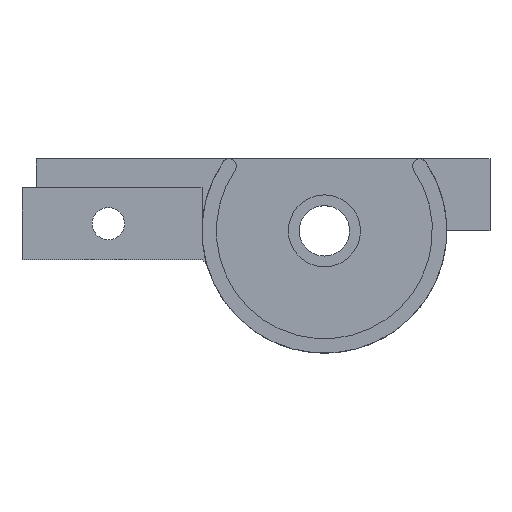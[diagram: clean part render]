
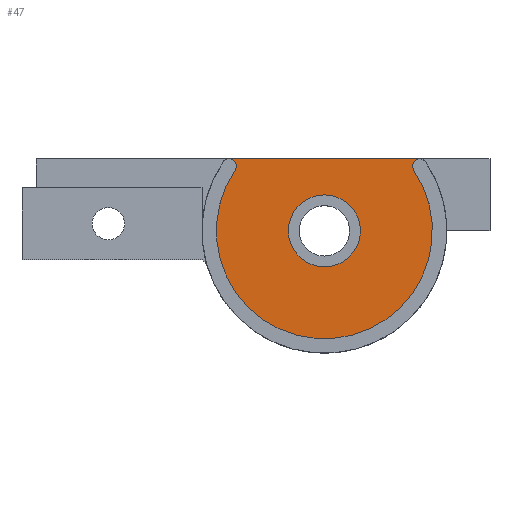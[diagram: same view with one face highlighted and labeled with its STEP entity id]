
A CAD part, top view. The second image highlights one B-rep face of the part: STEP entity #47.
In plain terms, the highlighted planar face has unit normal (0, 0, 1).
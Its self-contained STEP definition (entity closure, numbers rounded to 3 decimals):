
#33 = CARTESIAN_POINT ( 'NONE',  ( 42., 4., 3.518 ) ) ;
#47 = ADVANCED_FACE ( 'NONE', ( #608, #822 ), #621, .F. ) ;
#78 = DIRECTION ( 'NONE',  ( 0., 0., -1. ) ) ;
#82 = AXIS2_PLACEMENT_3D ( 'NONE', #213, #852, #300 ) ;
#118 = AXIS2_PLACEMENT_3D ( 'NONE', #414, #961, #326 ) ;
#127 = DIRECTION ( 'NONE',  ( -1., 0., 0. ) ) ;
#160 = AXIS2_PLACEMENT_3D ( 'NONE', #373, #1008, #474 ) ;
#213 = CARTESIAN_POINT ( 'NONE',  ( 42., 4., 3.518 ) ) ;
#225 = VERTEX_POINT ( 'NONE', #1005 ) ;
#228 = EDGE_CURVE ( 'NONE', #393, #366, #406, .T. ) ;
#236 = DIRECTION ( 'NONE',  ( -1., 0., 0. ) ) ;
#264 = CIRCLE ( 'NONE', #269, 15. ) ;
#269 = AXIS2_PLACEMENT_3D ( 'NONE', #33, #679, #127 ) ;
#300 = DIRECTION ( 'NONE',  ( 1., 0., 0. ) ) ;
#317 = ORIENTED_EDGE ( 'NONE', *, *, #340, .F. ) ;
#326 = DIRECTION ( 'NONE',  ( 0., 1., 0. ) ) ;
#340 = EDGE_CURVE ( 'NONE', #379, #379, #988, .T. ) ;
#366 = VERTEX_POINT ( 'NONE', #397 ) ;
#373 = CARTESIAN_POINT ( 'NONE',  ( 28.771, 13., 3.518 ) ) ;
#379 = VERTEX_POINT ( 'NONE', #707 ) ;
#388 = VECTOR ( 'NONE', #236, 1000. ) ;
#393 = VERTEX_POINT ( 'NONE', #943 ) ;
#394 = EDGE_CURVE ( 'NONE', #225, #366, #264, .T. ) ;
#397 = CARTESIAN_POINT ( 'NONE',  ( 29.598, 12.438, 3.518 ) ) ;
#406 = CIRCLE ( 'NONE', #160, 1. ) ;
#414 = CARTESIAN_POINT ( 'NONE',  ( 55.229, 13., 3.518 ) ) ;
#474 = DIRECTION ( 'NONE',  ( 0., 1., 0. ) ) ;
#516 = EDGE_CURVE ( 'NONE', #526, #393, #662, .T. ) ;
#526 = VERTEX_POINT ( 'NONE', #1054 ) ;
#531 = DIRECTION ( 'NONE',  ( 0., 1., 0. ) ) ;
#553 = EDGE_LOOP ( 'NONE', ( #317 ) ) ;
#608 = FACE_OUTER_BOUND ( 'NONE', #962, .T. ) ;
#621 = PLANE ( 'NONE',  #737 ) ;
#639 = EDGE_CURVE ( 'NONE', #225, #526, #999, .T. ) ;
#644 = ORIENTED_EDGE ( 'NONE', *, *, #394, .F. ) ;
#662 = LINE ( 'NONE', #1146, #388 ) ;
#679 = DIRECTION ( 'NONE',  ( 0., 0., -1. ) ) ;
#707 = CARTESIAN_POINT ( 'NONE',  ( 47., 4., 3.518 ) ) ;
#719 = CARTESIAN_POINT ( 'NONE',  ( 65., 14., 3.518 ) ) ;
#737 = AXIS2_PLACEMENT_3D ( 'NONE', #719, #78, #531 ) ;
#822 = FACE_BOUND ( 'NONE', #553, .T. ) ;
#846 = ORIENTED_EDGE ( 'NONE', *, *, #639, .T. ) ;
#852 = DIRECTION ( 'NONE',  ( 0., 0., 1. ) ) ;
#931 = ORIENTED_EDGE ( 'NONE', *, *, #228, .T. ) ;
#933 = ORIENTED_EDGE ( 'NONE', *, *, #516, .T. ) ;
#943 = CARTESIAN_POINT ( 'NONE',  ( 28.771, 14., 3.518 ) ) ;
#961 = DIRECTION ( 'NONE',  ( 0., 0., -1. ) ) ;
#962 = EDGE_LOOP ( 'NONE', ( #644, #846, #933, #931 ) ) ;
#988 = CIRCLE ( 'NONE', #82, 5. ) ;
#999 = CIRCLE ( 'NONE', #118, 1. ) ;
#1005 = CARTESIAN_POINT ( 'NONE',  ( 54.402, 12.438, 3.518 ) ) ;
#1008 = DIRECTION ( 'NONE',  ( 0., 0., -1. ) ) ;
#1054 = CARTESIAN_POINT ( 'NONE',  ( 55.229, 14., 3.518 ) ) ;
#1146 = CARTESIAN_POINT ( 'NONE',  ( 65., 14., 3.518 ) ) ;
